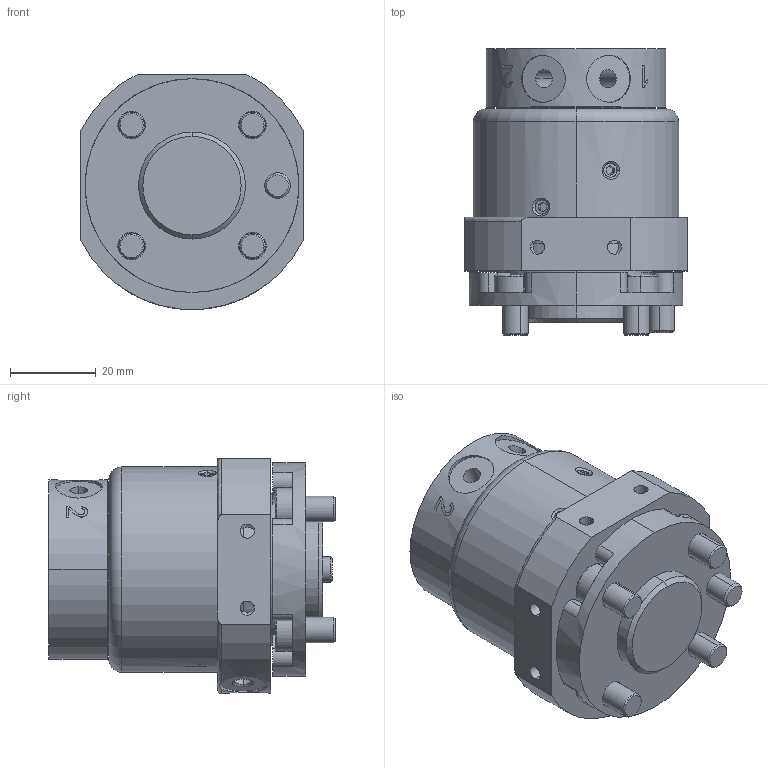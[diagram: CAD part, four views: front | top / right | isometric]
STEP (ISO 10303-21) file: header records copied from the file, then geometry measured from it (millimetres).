
FILE_DESCRIPTION (( 'STEP AP203' ), '1' );
FILE_NAME ('P1025.STEP', '2019-01-28T09:24:49', ( '' ), ( '' ), 'SwSTEP 2.0', 'SolidWorks 2017', '' );
FILE_SCHEMA (( 'CONFIG_CONTROL_DESIGN' ));
Products named in the file (1): P1025
Bounding box: 52 x 66.9 x 55 mm (x, y, z)
Volume: 153606.5 mm3; surface area: 38567 mm2
Topology: 17 solids, 18 shells, 656 faces, 1711 edges, 1068 vertices
Faces by surface type: bspline 195, cylinder 175, plane 173, cone 99, torus 14
Entity records: 33306 total; most frequent: CARTESIAN_POINT 18637, ORIENTED_EDGE 3210, DIRECTION 2793, EDGE_CURVE 1605, AXIS2_PLACEMENT_3D 1187, VERTEX_POINT 1068, EDGE_LOOP 765, CIRCLE 725
